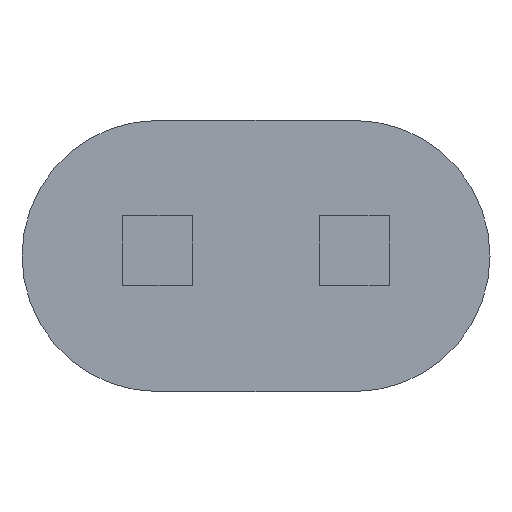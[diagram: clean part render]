
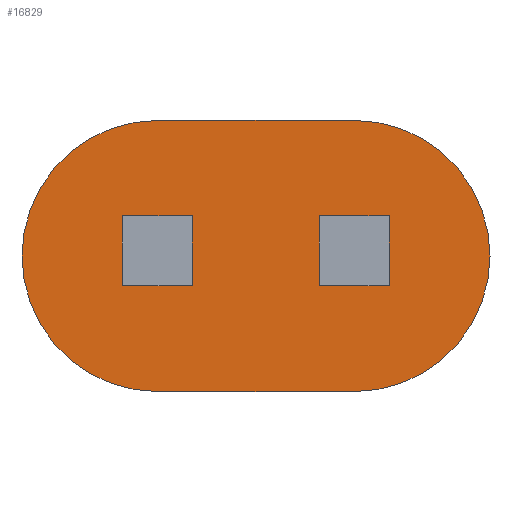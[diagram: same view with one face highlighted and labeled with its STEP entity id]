
A CAD part, front view. The second image highlights one B-rep face of the part: STEP entity #16829.
In plain terms, the highlighted planar face has unit normal (0, -1, 0).
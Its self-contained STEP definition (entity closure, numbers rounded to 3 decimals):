
#1068 = DIRECTION ( 'NONE',  ( 0., 0., 1. ) ) ;
#2635 = DIRECTION ( 'NONE',  ( 0., 0., 1. ) ) ;
#4211 = LINE ( 'NONE', #14153, #15927 ) ;
#5063 = PLANE ( 'NONE',  #18068 ) ;
#5988 = AXIS2_PLACEMENT_3D ( 'NONE', #13453, #23377, #1068 ) ;
#6101 = CIRCLE ( 'NONE', #24325, 1550. ) ;
#6492 = CARTESIAN_POINT ( 'NONE',  ( 1125., 0., 1550. ) ) ;
#6983 = CARTESIAN_POINT ( 'NONE',  ( -1125., 0., 1550. ) ) ;
#7636 = DIRECTION ( 'NONE',  ( 0., 1., 0. ) ) ;
#8495 = ORIENTED_EDGE ( 'NONE', *, *, #32127, .F. ) ;
#11567 = VERTEX_POINT ( 'NONE', #31105 ) ;
#11621 = VERTEX_POINT ( 'NONE', #6492 ) ;
#11850 = LINE ( 'NONE', #21794, #14474 ) ;
#13453 = CARTESIAN_POINT ( 'NONE',  ( -1125., 0., 0. ) ) ;
#14153 = CARTESIAN_POINT ( 'NONE',  ( 1125., 0., 1550. ) ) ;
#14261 = EDGE_CURVE ( 'NONE', #11621, #22014, #6101, .T. ) ;
#14474 = VECTOR ( 'NONE', #31729, 1000. ) ;
#15017 = CARTESIAN_POINT ( 'NONE',  ( 1125., 0., 0. ) ) ;
#15927 = VECTOR ( 'NONE', #24072, 1000. ) ;
#16829 = ADVANCED_FACE ( 'NONE', ( #27398 ), #5063, .F. ) ;
#17596 = DIRECTION ( 'NONE',  ( 0., 0., 1. ) ) ;
#18068 = AXIS2_PLACEMENT_3D ( 'NONE', #15017, #24951, #2635 ) ;
#19158 = EDGE_LOOP ( 'NONE', ( #24376, #8495, #30820, #27096 ) ) ;
#20046 = CIRCLE ( 'NONE', #5988, 1550. ) ;
#20404 = VERTEX_POINT ( 'NONE', #6983 ) ;
#21480 = CARTESIAN_POINT ( 'NONE',  ( 1125., 0., -1550. ) ) ;
#21794 = CARTESIAN_POINT ( 'NONE',  ( -1125., 0., -1550. ) ) ;
#22014 = VERTEX_POINT ( 'NONE', #21480 ) ;
#23377 = DIRECTION ( 'NONE',  ( 0., 1., 0. ) ) ;
#24072 = DIRECTION ( 'NONE',  ( 1., 0., 0. ) ) ;
#24325 = AXIS2_PLACEMENT_3D ( 'NONE', #29956, #7636, #17596 ) ;
#24376 = ORIENTED_EDGE ( 'NONE', *, *, #14261, .F. ) ;
#24951 = DIRECTION ( 'NONE',  ( 0., 1., 0. ) ) ;
#25660 = EDGE_CURVE ( 'NONE', #22014, #11567, #11850, .T. ) ;
#27096 = ORIENTED_EDGE ( 'NONE', *, *, #25660, .F. ) ;
#27398 = FACE_OUTER_BOUND ( 'NONE', #19158, .T. ) ;
#29956 = CARTESIAN_POINT ( 'NONE',  ( 1125., 0., 0. ) ) ;
#30820 = ORIENTED_EDGE ( 'NONE', *, *, #31189, .F. ) ;
#31105 = CARTESIAN_POINT ( 'NONE',  ( -1125., 0., -1550. ) ) ;
#31189 = EDGE_CURVE ( 'NONE', #11567, #20404, #20046, .T. ) ;
#31729 = DIRECTION ( 'NONE',  ( -1., 0., 0. ) ) ;
#32127 = EDGE_CURVE ( 'NONE', #20404, #11621, #4211, .T. ) ;
